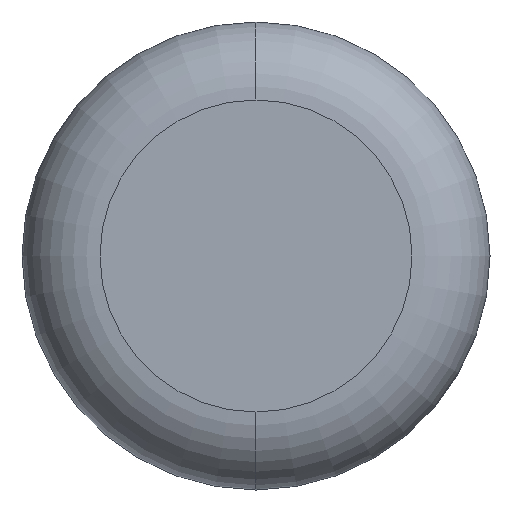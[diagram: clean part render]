
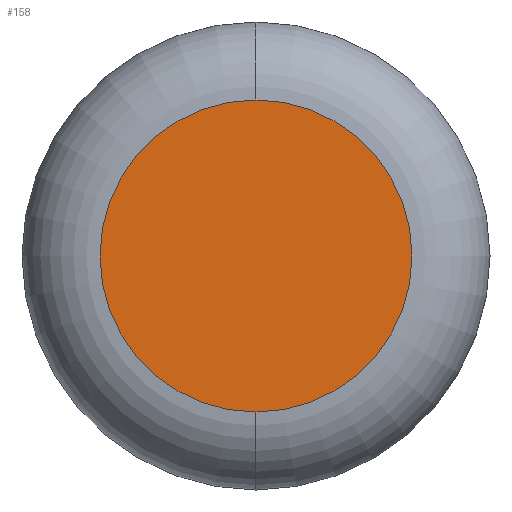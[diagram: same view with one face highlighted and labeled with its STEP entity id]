
A CAD part, left-side view. The second image highlights one B-rep face of the part: STEP entity #158.
In plain terms, the highlighted planar face has unit normal (-1, 0, 0).
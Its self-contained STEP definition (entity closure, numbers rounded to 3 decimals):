
#55 = CARTESIAN_POINT ( 'NONE',  ( -1.725, 0.75, 0. ) ) ;
#79 = PLANE ( 'NONE',  #540 ) ;
#81 = DIRECTION ( 'NONE',  ( 0., 0., 1. ) ) ;
#103 = DIRECTION ( 'NONE',  ( 0., 0., 1. ) ) ;
#116 = DIRECTION ( 'NONE',  ( 0., 0., 1. ) ) ;
#132 = AXIS2_PLACEMENT_3D ( 'NONE', #55, #274, #103 ) ;
#156 = DIRECTION ( 'NONE',  ( -1., 0., 0. ) ) ;
#158 = ADVANCED_FACE ( 'NONE', ( #510 ), #79, .T. ) ;
#159 = AXIS2_PLACEMENT_3D ( 'NONE', #361, #156, #116 ) ;
#194 = CARTESIAN_POINT ( 'NONE',  ( -1.725, 0.75, -0.5 ) ) ;
#274 = DIRECTION ( 'NONE',  ( -1., 0., 0. ) ) ;
#277 = CIRCLE ( 'NONE', #132, 0.5 ) ;
#288 = VERTEX_POINT ( 'NONE', #194 ) ;
#295 = EDGE_LOOP ( 'NONE', ( #549, #473 ) ) ;
#299 = CARTESIAN_POINT ( 'NONE',  ( -1.725, 0.75, 0.5 ) ) ;
#353 = EDGE_CURVE ( 'NONE', #288, #625, #277, .T. ) ;
#361 = CARTESIAN_POINT ( 'NONE',  ( -1.725, 0.75, 0. ) ) ;
#394 = EDGE_CURVE ( 'NONE', #625, #288, #600, .T. ) ;
#426 = CARTESIAN_POINT ( 'NONE',  ( -1.725, 0.75, 0. ) ) ;
#473 = ORIENTED_EDGE ( 'NONE', *, *, #353, .T. ) ;
#510 = FACE_OUTER_BOUND ( 'NONE', #295, .T. ) ;
#540 = AXIS2_PLACEMENT_3D ( 'NONE', #426, #628, #81 ) ;
#549 = ORIENTED_EDGE ( 'NONE', *, *, #394, .T. ) ;
#600 = CIRCLE ( 'NONE', #159, 0.5 ) ;
#625 = VERTEX_POINT ( 'NONE', #299 ) ;
#628 = DIRECTION ( 'NONE',  ( -1., 0., 0. ) ) ;
